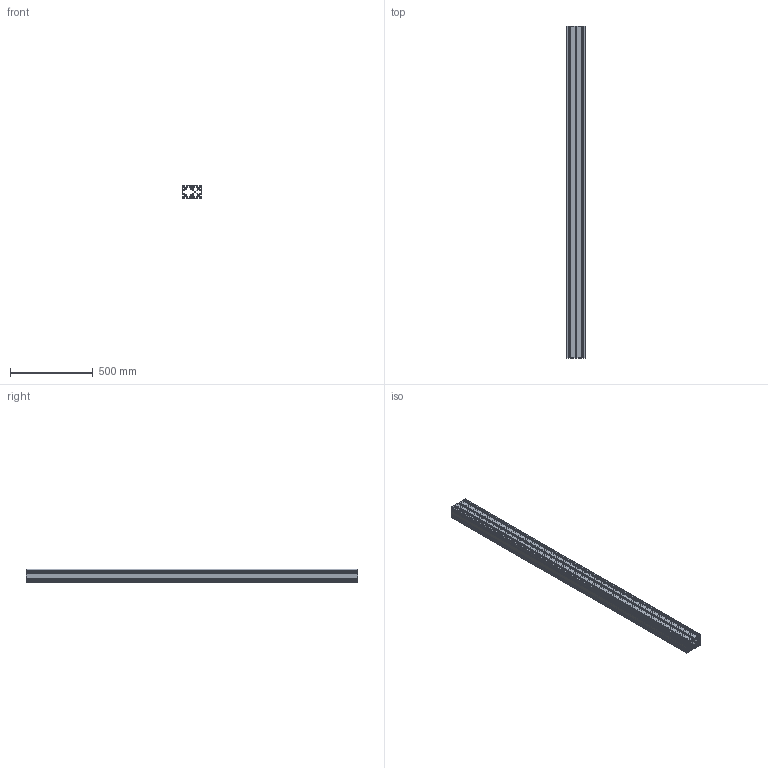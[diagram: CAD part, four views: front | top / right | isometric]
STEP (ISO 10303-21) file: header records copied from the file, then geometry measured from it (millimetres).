
FILE_DESCRIPTION(/* description */ ('KriTec Profil 8 120x80 leicht'),/* implementation_level */ '2;1');
FILE_NAME(/* name */ '10106_KriTec_Profil_8_120x80_leicht_1.stp',/* time_stamp */ '2019-10-15T14:33:59+02:00',/* author */ ('jendrek'),/* organization */ (''),/* preprocessor_version */ 'ST-DEVELOPER v17',/* originating_system */ 'Autodesk Inventor 2018',/* authorisation */ '');
FILE_SCHEMA (('AUTOMOTIVE_DESIGN { 1 0 10303 214 3 1 1 }'));
Length unit declared in the file: millimetre
Products named in the file (1): 10106-2000
Bounding box: 120 x 2000 x 80.01 mm (x, y, z)
Volume: 6097459.2 mm3; surface area: 3215217.3 mm2
Topology: 1 solids, 1 shells, 420 faces, 1254 edges, 836 vertices
Faces by surface type: cylinder 226, plane 194
Full cylindrical faces by diameter (mm): 6.8 x6
Entity records: 14365 total; most frequent: DIRECTION 2548, CARTESIAN_POINT 2511, ORIENTED_EDGE 2508, EDGE_CURVE 1254, AXIS2_PLACEMENT_3D 873, VERTEX_POINT 836, LINE 802, VECTOR 802
